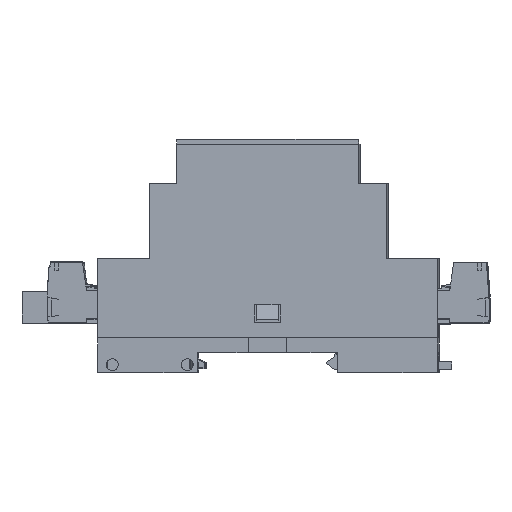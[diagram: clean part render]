
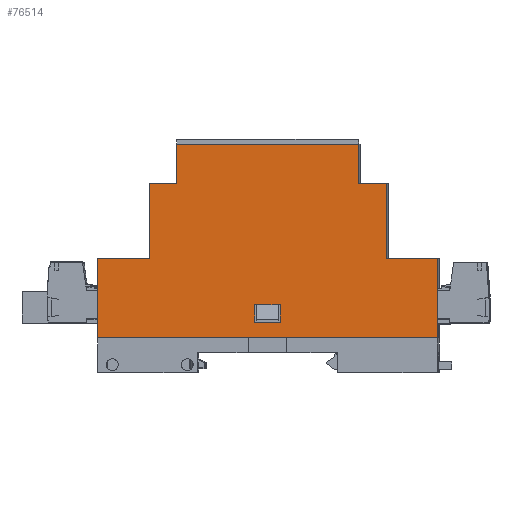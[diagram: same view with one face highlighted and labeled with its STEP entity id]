
A CAD part, left-side view. The second image highlights one B-rep face of the part: STEP entity #76514.
In plain terms, the highlighted planar face has unit normal (-1, 0.002, 0).
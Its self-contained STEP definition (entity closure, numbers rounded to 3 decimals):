
#2839=FACE_BOUND('',#8671,.T.);
#4709=FACE_OUTER_BOUND('',#8670,.T.);
#8670=EDGE_LOOP('',(#56635,#56636,#56637,#56638,#56639,#56640,#56641,#56642,
#56643,#56644,#56645,#56646));
#8671=EDGE_LOOP('',(#56647,#56648,#56649,#56650,#56651,#56652));
#15409=LINE('',#111598,#25638);
#15413=LINE('',#111605,#25642);
#15424=LINE('',#111627,#25653);
#15427=LINE('',#111632,#25656);
#15428=LINE('',#111634,#25657);
#15429=LINE('',#111636,#25658);
#15661=LINE('',#112107,#25890);
#15663=LINE('',#112112,#25892);
#15664=LINE('',#112114,#25893);
#15665=LINE('',#112116,#25894);
#15666=LINE('',#112118,#25895);
#15667=LINE('',#112120,#25896);
#15668=LINE('',#112122,#25897);
#15669=LINE('',#112123,#25898);
#15670=LINE('',#112125,#25899);
#15671=LINE('',#112127,#25900);
#15672=LINE('',#112129,#25901);
#15673=LINE('',#112130,#25902);
#25638=VECTOR('',#89656,1.);
#25642=VECTOR('',#89662,1.);
#25653=VECTOR('',#89683,1.);
#25656=VECTOR('',#89688,1.);
#25657=VECTOR('',#89691,1.);
#25658=VECTOR('',#89694,1.);
#25890=VECTOR('',#90120,1.);
#25892=VECTOR('',#90124,1.);
#25893=VECTOR('',#90125,1.);
#25894=VECTOR('',#90126,1.);
#25895=VECTOR('',#90127,1.);
#25896=VECTOR('',#90128,1.);
#25897=VECTOR('',#90129,1.);
#25898=VECTOR('',#90130,1.);
#25899=VECTOR('',#90131,1.);
#25900=VECTOR('',#90132,1.);
#25901=VECTOR('',#90133,1.);
#25902=VECTOR('',#90134,1.);
#35388=VERTEX_POINT('',#111595);
#35389=VERTEX_POINT('',#111597);
#35391=VERTEX_POINT('',#111603);
#35396=VERTEX_POINT('',#111624);
#35397=VERTEX_POINT('',#111626);
#35398=VERTEX_POINT('',#111630);
#35539=VERTEX_POINT('',#112104);
#35540=VERTEX_POINT('',#112106);
#35541=VERTEX_POINT('',#112110);
#35542=VERTEX_POINT('',#112111);
#35543=VERTEX_POINT('',#112113);
#35544=VERTEX_POINT('',#112115);
#35545=VERTEX_POINT('',#112117);
#35546=VERTEX_POINT('',#112119);
#35547=VERTEX_POINT('',#112121);
#35548=VERTEX_POINT('',#112124);
#35549=VERTEX_POINT('',#112126);
#35550=VERTEX_POINT('',#112128);
#43216=EDGE_CURVE('',#35389,#35388,#15409,.T.);
#43220=EDGE_CURVE('',#35388,#35391,#15413,.T.);
#43231=EDGE_CURVE('',#35397,#35396,#15424,.T.);
#43234=EDGE_CURVE('',#35396,#35398,#15427,.T.);
#43235=EDGE_CURVE('',#35398,#35389,#15428,.T.);
#43236=EDGE_CURVE('',#35391,#35397,#15429,.T.);
#43469=EDGE_CURVE('',#35540,#35539,#15661,.T.);
#43471=EDGE_CURVE('',#35541,#35542,#15663,.T.);
#43472=EDGE_CURVE('',#35543,#35542,#15664,.T.);
#43473=EDGE_CURVE('',#35543,#35544,#15665,.T.);
#43474=EDGE_CURVE('',#35545,#35544,#15666,.T.);
#43475=EDGE_CURVE('',#35545,#35546,#15667,.T.);
#43476=EDGE_CURVE('',#35547,#35546,#15668,.T.);
#43477=EDGE_CURVE('',#35547,#35540,#15669,.T.);
#43478=EDGE_CURVE('',#35539,#35548,#15670,.T.);
#43479=EDGE_CURVE('',#35548,#35549,#15671,.T.);
#43480=EDGE_CURVE('',#35549,#35550,#15672,.T.);
#43481=EDGE_CURVE('',#35541,#35550,#15673,.T.);
#56635=ORIENTED_EDGE('',*,*,#43471,.T.);
#56636=ORIENTED_EDGE('',*,*,#43472,.F.);
#56637=ORIENTED_EDGE('',*,*,#43473,.T.);
#56638=ORIENTED_EDGE('',*,*,#43474,.F.);
#56639=ORIENTED_EDGE('',*,*,#43475,.T.);
#56640=ORIENTED_EDGE('',*,*,#43476,.F.);
#56641=ORIENTED_EDGE('',*,*,#43477,.T.);
#56642=ORIENTED_EDGE('',*,*,#43469,.T.);
#56643=ORIENTED_EDGE('',*,*,#43478,.T.);
#56644=ORIENTED_EDGE('',*,*,#43479,.T.);
#56645=ORIENTED_EDGE('',*,*,#43480,.T.);
#56646=ORIENTED_EDGE('',*,*,#43481,.F.);
#56647=ORIENTED_EDGE('',*,*,#43235,.T.);
#56648=ORIENTED_EDGE('',*,*,#43216,.T.);
#56649=ORIENTED_EDGE('',*,*,#43220,.T.);
#56650=ORIENTED_EDGE('',*,*,#43236,.T.);
#56651=ORIENTED_EDGE('',*,*,#43231,.T.);
#56652=ORIENTED_EDGE('',*,*,#43234,.T.);
#72907=PLANE('',#80819);
#76514=ADVANCED_FACE('',(#4709,#2839),#72907,.T.);
#80819=AXIS2_PLACEMENT_3D('',#112109,#90122,#90123);
#89656=DIRECTION('',(-0.002,-1.,0.));
#89662=DIRECTION('',(0.,0.,-1.));
#89683=DIRECTION('',(0.002,1.,0.));
#89688=DIRECTION('',(0.,0.,1.));
#89691=DIRECTION('',(-0.002,-1.,0.));
#89694=DIRECTION('',(0.,0.,-1.));
#90120=DIRECTION('',(0.002,1.,0.));
#90122=DIRECTION('center_axis',(-1.,0.002,0.));
#90123=DIRECTION('ref_axis',(0.,0.,1.));
#90124=DIRECTION('',(0.,0.,1.));
#90125=DIRECTION('',(-0.002,-1.,0.));
#90126=DIRECTION('',(0.,0.,1.));
#90127=DIRECTION('',(-0.002,-1.,0.));
#90128=DIRECTION('',(0.,0.,1.));
#90129=DIRECTION('',(-0.002,-1.,0.));
#90130=DIRECTION('',(0.,0.,-1.));
#90131=DIRECTION('',(0.,0.,-1.));
#90132=DIRECTION('',(0.002,1.,0.));
#90133=DIRECTION('',(0.,0.,-1.));
#90134=DIRECTION('',(0.002,1.,0.));
#111595=CARTESIAN_POINT('',(-33.238,19.275,17.551));
#111597=CARTESIAN_POINT('',(-33.223,25.775,17.551));
#111598=CARTESIAN_POINT('',(-33.227,24.14,17.551));
#111603=CARTESIAN_POINT('',(-33.238,19.275,13.051));
#111605=CARTESIAN_POINT('',(-33.238,19.275,23.947));
#111624=CARTESIAN_POINT('',(-33.223,25.775,13.05));
#111626=CARTESIAN_POINT('',(-33.238,19.275,13.05));
#111627=CARTESIAN_POINT('',(-33.238,19.275,13.05));
#111630=CARTESIAN_POINT('',(-33.223,25.775,17.551));
#111632=CARTESIAN_POINT('',(-33.223,25.775,13.05));
#111634=CARTESIAN_POINT('',(-33.223,25.775,17.551));
#111636=CARTESIAN_POINT('',(-33.238,19.275,17.551));
#112104=CARTESIAN_POINT('',(-33.162,52.442,48.102));
#112106=CARTESIAN_POINT('',(-33.178,45.442,48.102));
#112107=CARTESIAN_POINT('',(-33.196,37.483,48.102));
#112109=CARTESIAN_POINT('Origin',(-33.23,22.525,30.291));
#112110=CARTESIAN_POINT('',(-33.329,-20.558,9.102));
#112111=CARTESIAN_POINT('',(-33.329,-20.558,29.102));
#112112=CARTESIAN_POINT('',(-33.329,-20.558,29.697));
#112113=CARTESIAN_POINT('',(-33.299,-7.558,29.102));
#112114=CARTESIAN_POINT('',(-33.329,-20.475,29.102));
#112115=CARTESIAN_POINT('',(-33.299,-7.558,48.102));
#112116=CARTESIAN_POINT('',(-33.299,-7.558,39.197));
#112117=CARTESIAN_POINT('',(-33.283,-0.558,48.102));
#112118=CARTESIAN_POINT('',(-33.299,-7.475,48.102));
#112119=CARTESIAN_POINT('',(-33.283,-0.558,58.102));
#112120=CARTESIAN_POINT('',(-33.283,-0.558,44.197));
#112121=CARTESIAN_POINT('',(-33.178,45.442,58.102));
#112122=CARTESIAN_POINT('',(-33.283,-0.475,58.102));
#112123=CARTESIAN_POINT('',(-33.178,45.442,39.197));
#112124=CARTESIAN_POINT('',(-33.162,52.442,29.102));
#112125=CARTESIAN_POINT('',(-33.162,52.442,29.697));
#112126=CARTESIAN_POINT('',(-33.132,65.442,29.102));
#112127=CARTESIAN_POINT('',(-33.181,43.983,29.102));
#112128=CARTESIAN_POINT('',(-33.132,65.442,9.102));
#112129=CARTESIAN_POINT('',(-33.132,65.442,15.297));
#112130=CARTESIAN_POINT('',(-33.132,65.525,9.102));
